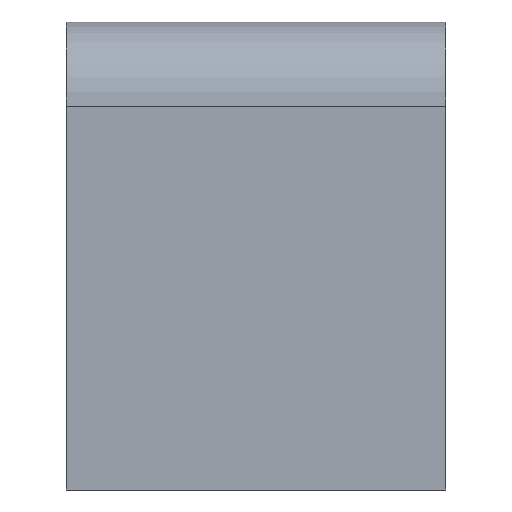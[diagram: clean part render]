
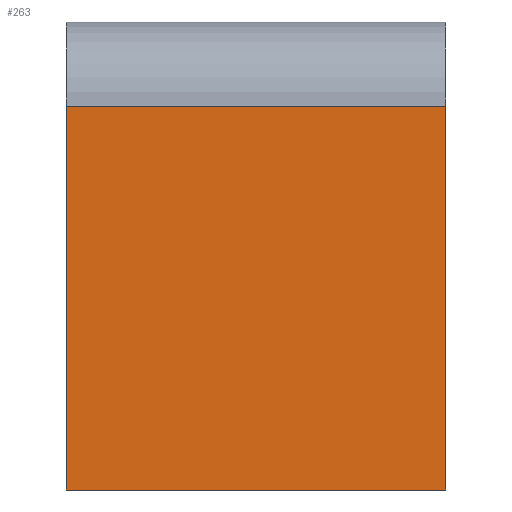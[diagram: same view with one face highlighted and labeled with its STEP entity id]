
A CAD part, left-side view. The second image highlights one B-rep face of the part: STEP entity #263.
In plain terms, the highlighted planar face has unit normal (-1, 0, 0).
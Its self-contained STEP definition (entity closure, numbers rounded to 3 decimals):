
#20=PLANE('',#303);
#34=FACE_OUTER_BOUND('',#48,.T.);
#48=EDGE_LOOP('',(#220,#221,#222,#223));
#57=LINE('',#397,#87);
#62=LINE('',#408,#92);
#68=LINE('',#424,#98);
#78=LINE('',#445,#108);
#87=VECTOR('',#324,10.);
#92=VECTOR('',#335,10.);
#98=VECTOR('',#349,10.);
#108=VECTOR('',#365,10.);
#125=VERTEX_POINT('',#394);
#126=VERTEX_POINT('',#396);
#129=VERTEX_POINT('',#406);
#135=VERTEX_POINT('',#422);
#150=EDGE_CURVE('',#125,#126,#57,.T.);
#156=EDGE_CURVE('',#129,#125,#62,.T.);
#164=EDGE_CURVE('',#135,#129,#68,.T.);
#174=EDGE_CURVE('',#126,#135,#78,.T.);
#220=ORIENTED_EDGE('',*,*,#156,.F.);
#221=ORIENTED_EDGE('',*,*,#164,.F.);
#222=ORIENTED_EDGE('',*,*,#174,.F.);
#223=ORIENTED_EDGE('',*,*,#150,.F.);
#263=ADVANCED_FACE('',(#34),#20,.T.);
#303=AXIS2_PLACEMENT_3D('',#444,#363,#364);
#324=DIRECTION('',(0.,0.,-1.));
#335=DIRECTION('',(0.,-1.,0.));
#349=DIRECTION('',(0.,0.,1.));
#363=DIRECTION('center_axis',(-1.,0.,0.));
#364=DIRECTION('ref_axis',(0.,0.,-1.));
#365=DIRECTION('',(0.,1.,0.));
#394=CARTESIAN_POINT('',(-18.65,0.1,0.05));
#396=CARTESIAN_POINT('',(-18.65,0.1,-4.5));
#397=CARTESIAN_POINT('',(-18.65,0.1,1.05));
#406=CARTESIAN_POINT('',(-18.65,4.6,0.05));
#408=CARTESIAN_POINT('',(-18.65,3.6,0.05));
#422=CARTESIAN_POINT('',(-18.65,4.6,-4.5));
#424=CARTESIAN_POINT('',(-18.65,4.6,-4.5));
#444=CARTESIAN_POINT('Origin',(-18.65,3.6,1.05));
#445=CARTESIAN_POINT('',(-18.65,3.6,-4.5));
